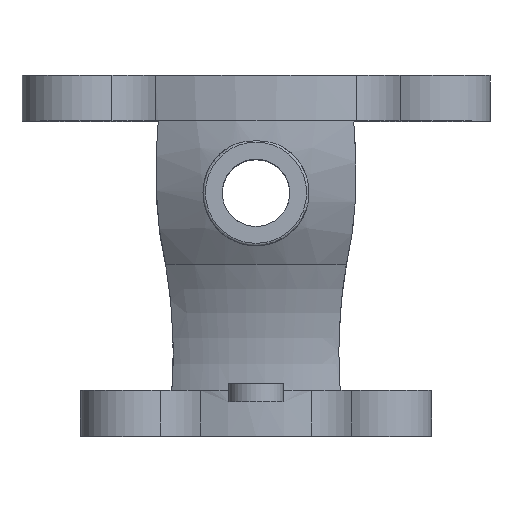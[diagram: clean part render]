
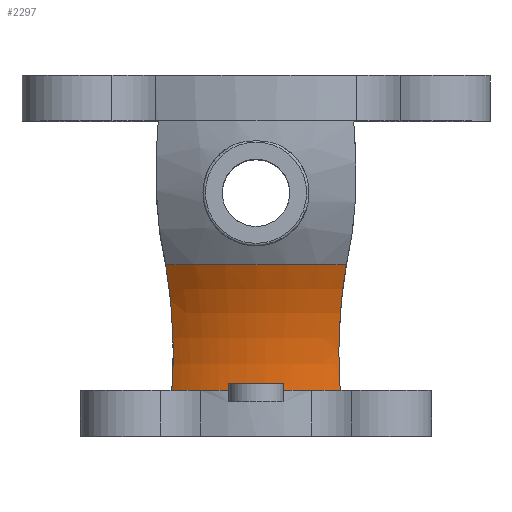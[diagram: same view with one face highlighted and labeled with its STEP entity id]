
A CAD part, top view. The second image highlights one B-rep face of the part: STEP entity #2297.
In plain terms, the highlighted toroidal (fillet/blend) face has major radius 86.972 mm and minor radius 51 mm.
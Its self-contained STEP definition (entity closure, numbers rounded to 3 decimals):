
#84=B_SPLINE_CURVE_WITH_KNOTS('',3,(#3545,#3546,#3547,#3548),
 .UNSPECIFIED.,.F.,.F.,(4,4),(0.005,0.007),
 .UNSPECIFIED.);
#85=B_SPLINE_CURVE_WITH_KNOTS('',3,(#3552,#3553,#3554,#3555),
 .UNSPECIFIED.,.F.,.F.,(4,4),(0.005,0.007),
 .UNSPECIFIED.);
#86=B_SPLINE_CURVE_WITH_KNOTS('',3,(#3558,#3559,#3560,#3561,#3562,#3563),
 .UNSPECIFIED.,.F.,.F.,(4,1,1,4),(0.,0.013,
0.02,0.027),.UNSPECIFIED.);
#87=B_SPLINE_CURVE_WITH_KNOTS('',3,(#3567,#3568,#3569,#3570,#3571,#3572,
#3573),.UNSPECIFIED.,.F.,.F.,(4,1,1,1,4),(0.,0.007,0.014,
0.02,0.027),.UNSPECIFIED.);
#120=TOROIDAL_SURFACE('',#2456,86.972,51.);
#124=CIRCLE('',#2452,36.);
#126=CIRCLE('',#2454,36.);
#128=CIRCLE('',#2457,35.973);
#129=CIRCLE('',#2458,36.);
#130=CIRCLE('',#2459,42.165);
#131=CIRCLE('',#2460,36.);
#315=ORIENTED_EDGE('',*,*,#973,.F.);
#316=ORIENTED_EDGE('',*,*,#974,.T.);
#317=ORIENTED_EDGE('',*,*,#975,.F.);
#318=ORIENTED_EDGE('',*,*,#970,.T.);
#319=ORIENTED_EDGE('',*,*,#976,.F.);
#320=ORIENTED_EDGE('',*,*,#977,.T.);
#321=ORIENTED_EDGE('',*,*,#978,.T.);
#322=ORIENTED_EDGE('',*,*,#979,.T.);
#323=ORIENTED_EDGE('',*,*,#980,.T.);
#324=ORIENTED_EDGE('',*,*,#966,.T.);
#966=EDGE_CURVE('',#1296,#1294,#124,.T.);
#970=EDGE_CURVE('',#1300,#1299,#126,.T.);
#973=EDGE_CURVE('',#1302,#1294,#84,.T.);
#974=EDGE_CURVE('',#1302,#1303,#128,.F.);
#975=EDGE_CURVE('',#1300,#1303,#85,.T.);
#976=EDGE_CURVE('',#1304,#1299,#129,.T.);
#977=EDGE_CURVE('',#1304,#1305,#86,.T.);
#978=EDGE_CURVE('',#1305,#1306,#130,.T.);
#979=EDGE_CURVE('',#1306,#1307,#87,.T.);
#980=EDGE_CURVE('',#1307,#1296,#131,.T.);
#1294=VERTEX_POINT('',#3529);
#1296=VERTEX_POINT('',#3532);
#1299=VERTEX_POINT('',#3538);
#1300=VERTEX_POINT('',#3540);
#1302=VERTEX_POINT('',#3549);
#1303=VERTEX_POINT('',#3551);
#1304=VERTEX_POINT('',#3557);
#1305=VERTEX_POINT('',#3564);
#1306=VERTEX_POINT('',#3566);
#1307=VERTEX_POINT('',#3574);
#1753=EDGE_LOOP('',(#315,#316,#317,#318,#319,#320,#321,#322,#323,#324));
#1988=FACE_BOUND('',#1753,.T.);
#2297=ADVANCED_FACE('',(#1988),#120,.F.);
#2452=AXIS2_PLACEMENT_3D('',#3531,#2777,#2778);
#2454=AXIS2_PLACEMENT_3D('',#3539,#2783,#2784);
#2456=AXIS2_PLACEMENT_3D('',#3544,#2788,#2789);
#2457=AXIS2_PLACEMENT_3D('',#3550,#2790,#2791);
#2458=AXIS2_PLACEMENT_3D('',#3556,#2792,#2793);
#2459=AXIS2_PLACEMENT_3D('',#3565,#2794,#2795);
#2460=AXIS2_PLACEMENT_3D('',#3575,#2796,#2797);
#2777=DIRECTION('',(0.,1.,0.));
#2778=DIRECTION('',(1.,0.,0.));
#2783=DIRECTION('',(0.,1.,0.));
#2784=DIRECTION('',(1.,0.,0.));
#2788=DIRECTION('',(0.,-1.,0.));
#2789=DIRECTION('',(0.,0.,-1.));
#2790=DIRECTION('',(0.,-1.,0.));
#2791=DIRECTION('',(0.,0.,-1.));
#2792=DIRECTION('',(0.,-1.,0.));
#2793=DIRECTION('',(0.,0.,-1.));
#2794=DIRECTION('',(0.,-1.,0.));
#2795=DIRECTION('',(0.,0.,-1.));
#2796=DIRECTION('',(0.,1.,0.));
#2797=DIRECTION('',(0.,0.,1.));
#3529=CARTESIAN_POINT('',(-5.7,9.5,35.546));
#3531=CARTESIAN_POINT('',(0.,9.5,0.));
#3532=CARTESIAN_POINT('',(-11.585,9.5,34.085));
#3538=CARTESIAN_POINT('',(11.585,9.5,34.085));
#3539=CARTESIAN_POINT('',(0.,9.5,0.));
#3540=CARTESIAN_POINT('',(5.7,9.5,35.546));
#3544=CARTESIAN_POINT('',(0.,11.191,0.));
#3545=CARTESIAN_POINT('',(-5.7,10.92,35.518));
#3546=CARTESIAN_POINT('',(-5.7,10.447,35.521));
#3547=CARTESIAN_POINT('',(-5.7,9.973,35.53));
#3548=CARTESIAN_POINT('',(-5.7,9.5,35.546));
#3549=CARTESIAN_POINT('',(-5.7,10.92,35.518));
#3550=CARTESIAN_POINT('',(0.,10.92,0.));
#3551=CARTESIAN_POINT('',(5.7,10.92,35.518));
#3552=CARTESIAN_POINT('',(5.7,9.5,35.546));
#3553=CARTESIAN_POINT('',(5.7,9.973,35.53));
#3554=CARTESIAN_POINT('',(5.7,10.447,35.521));
#3555=CARTESIAN_POINT('',(5.7,10.92,35.518));
#3556=CARTESIAN_POINT('',(0.,9.5,0.));
#3557=CARTESIAN_POINT('',(17.465,9.5,31.48));
#3558=CARTESIAN_POINT('',(17.465,9.5,31.48));
#3559=CARTESIAN_POINT('',(17.135,14.046,31.49));
#3560=CARTESIAN_POINT('',(17.086,20.728,32.274));
#3561=CARTESIAN_POINT('',(17.796,29.435,34.91));
#3562=CARTESIAN_POINT('',(18.389,33.552,36.733));
#3563=CARTESIAN_POINT('',(18.741,35.55,37.771));
#3564=CARTESIAN_POINT('',(18.741,35.55,37.771));
#3565=CARTESIAN_POINT('',(0.,35.55,0.));
#3566=CARTESIAN_POINT('',(-18.741,35.55,37.771));
#3567=CARTESIAN_POINT('',(-18.741,35.55,37.771));
#3568=CARTESIAN_POINT('',(-18.39,33.555,36.735));
#3569=CARTESIAN_POINT('',(-17.801,29.462,34.924));
#3570=CARTESIAN_POINT('',(-17.267,22.992,32.952));
#3571=CARTESIAN_POINT('',(-17.121,16.274,31.755));
#3572=CARTESIAN_POINT('',(-17.3,11.769,31.485));
#3573=CARTESIAN_POINT('',(-17.465,9.5,31.48));
#3574=CARTESIAN_POINT('',(-17.465,9.5,31.48));
#3575=CARTESIAN_POINT('',(0.,9.5,0.));
